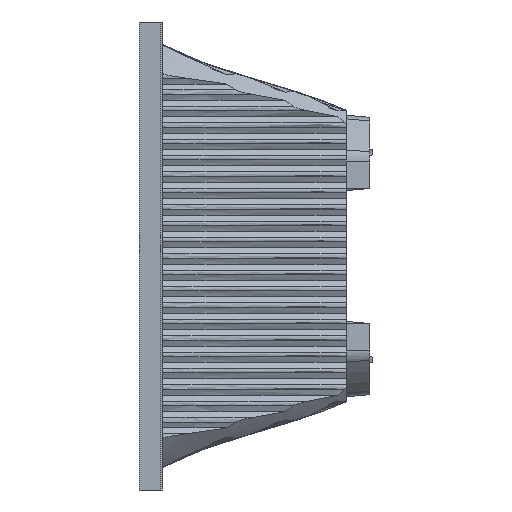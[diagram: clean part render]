
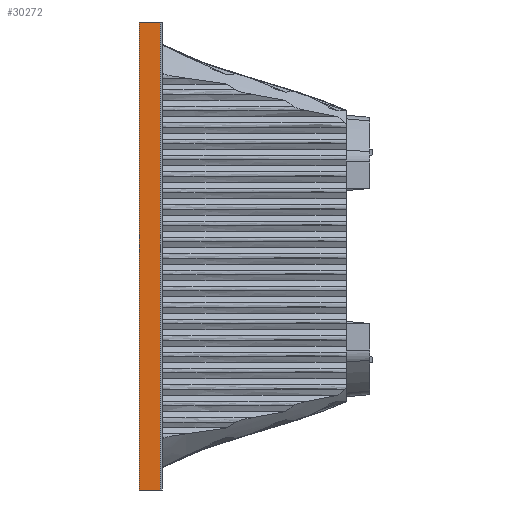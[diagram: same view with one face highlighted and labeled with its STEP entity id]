
A CAD part, left-side view. The second image highlights one B-rep face of the part: STEP entity #30272.
In plain terms, the highlighted planar face has unit normal (-1, 0, 0).
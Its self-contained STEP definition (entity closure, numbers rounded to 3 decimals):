
#1=DIRECTION('',(0.,1.,0.));
#2=VECTOR('',#1,1.8);
#3=CARTESIAN_POINT('',(180.,17.7,-20.));
#4=LINE('',#3,#2);
#13=DIRECTION('',(0.,0.,-1.));
#14=VECTOR('',#13,40.);
#15=CARTESIAN_POINT('',(180.,19.5,20.));
#16=LINE('',#15,#14);
#6724=DIRECTION('',(0.,0.,1.));
#6725=VECTOR('',#6724,40.);
#6726=CARTESIAN_POINT('',(180.,17.7,-20.));
#6727=LINE('',#6726,#6725);
#6744=DIRECTION('',(0.,1.,0.));
#6745=VECTOR('',#6744,1.8);
#6746=CARTESIAN_POINT('',(180.,17.7,20.));
#6747=LINE('',#6746,#6745);
#18381=CARTESIAN_POINT('',(180.,19.5,20.));
#18382=VERTEX_POINT('',#18381);
#18383=CARTESIAN_POINT('',(180.,19.5,-20.));
#18384=VERTEX_POINT('',#18383);
#18385=CARTESIAN_POINT('',(180.,17.7,20.));
#18386=VERTEX_POINT('',#18385);
#18387=CARTESIAN_POINT('',(180.,17.7,-20.));
#18388=VERTEX_POINT('',#18387);
#30260=CARTESIAN_POINT('',(180.,52.995,-63.283));
#30261=DIRECTION('',(1.,0.,0.));
#30262=DIRECTION('',(0.,0.,1.));
#30263=AXIS2_PLACEMENT_3D('',#30260,#30261,#30262);
#30264=PLANE('',#30263);
#30265=ORIENTED_EDGE('',*,*,#18578,.F.);
#30267=ORIENTED_EDGE('',*,*,#30266,.F.);
#30268=ORIENTED_EDGE('',*,*,#30251,.F.);
#30269=ORIENTED_EDGE('',*,*,#18558,.T.);
#30270=EDGE_LOOP('',(#30265,#30267,#30268,#30269));
#30271=FACE_OUTER_BOUND('',#30270,.F.);
#30272=ADVANCED_FACE('',(#30271),#30264,.F.);
#18558=EDGE_CURVE('',#18388,#18384,#4,.T.);
#18578=EDGE_CURVE('',#18382,#18384,#16,.T.);
#30251=EDGE_CURVE('',#18388,#18386,#6727,.T.);
#30266=EDGE_CURVE('',#18386,#18382,#6747,.T.);
